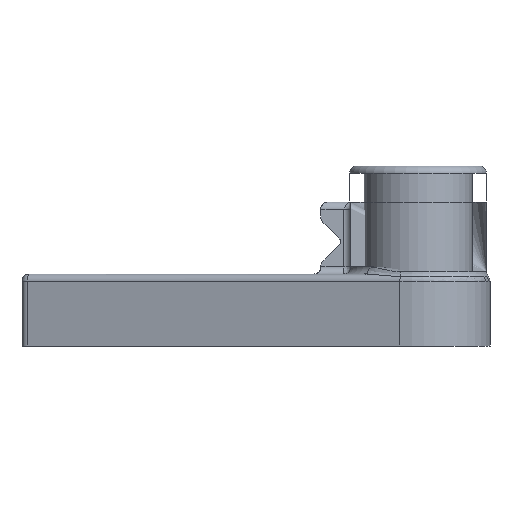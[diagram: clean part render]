
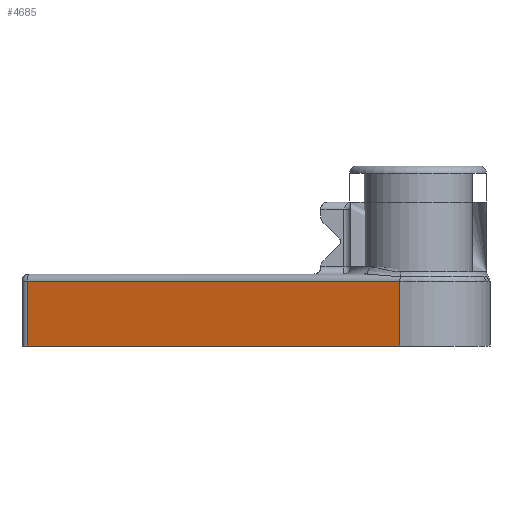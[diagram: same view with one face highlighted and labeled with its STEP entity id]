
A CAD part, front view. The second image highlights one B-rep face of the part: STEP entity #4685.
In plain terms, the highlighted planar face has unit normal (-0.252, -0.968, 0).
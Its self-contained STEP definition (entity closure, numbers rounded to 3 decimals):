
#290 = PLANE('',#291);
#291 = AXIS2_PLACEMENT_3D('',#292,#293,#294);
#292 = CARTESIAN_POINT('',(-28.,0.,0.));
#293 = DIRECTION('',(0.,0.,1.));
#294 = DIRECTION('',(1.,0.,0.));
#686 = CYLINDRICAL_SURFACE('',#687,1.);
#687 = AXIS2_PLACEMENT_3D('',#688,#689,#690);
#688 = CARTESIAN_POINT('',(-54.,-14.227,9.));
#689 = DIRECTION('',(0.968,-0.252,0.));
#690 = DIRECTION('',(-0.252,-0.968,-0.));
#1121 = VERTEX_POINT('',#1122);
#1122 = CARTESIAN_POINT('',(-54.252,-15.195,0.));
#1137 = CYLINDRICAL_SURFACE('',#1138,1.);
#1138 = AXIS2_PLACEMENT_3D('',#1139,#1140,#1141);
#1139 = CARTESIAN_POINT('',(-54.,-14.227,0.));
#1140 = DIRECTION('',(0.,0.,1.));
#1141 = DIRECTION('',(-1.,-0.,-0.));
#1149 = EDGE_CURVE('',#1150,#1121,#1152,.T.);
#1150 = VERTEX_POINT('',#1151);
#1151 = CARTESIAN_POINT('',(-2.522,-28.677,0.));
#1152 = SURFACE_CURVE('',#1153,(#1157,#1164),.PCURVE_S1.);
#1153 = LINE('',#1154,#1155);
#1154 = CARTESIAN_POINT('',(-2.522,-28.677,0.));
#1155 = VECTOR('',#1156,1.);
#1156 = DIRECTION('',(-0.968,0.252,0.));
#1157 = PCURVE('',#290,#1158);
#1158 = DEFINITIONAL_REPRESENTATION('',(#1159),#1163);
#1159 = LINE('',#1160,#1161);
#1160 = CARTESIAN_POINT('',(25.478,-28.677));
#1161 = VECTOR('',#1162,1.);
#1162 = DIRECTION('',(-0.968,0.252));
#1163 = ( GEOMETRIC_REPRESENTATION_CONTEXT(2) 
PARAMETRIC_REPRESENTATION_CONTEXT() REPRESENTATION_CONTEXT('2D SPACE',''
  ) );
#1164 = PCURVE('',#1165,#1170);
#1165 = PLANE('',#1166);
#1166 = AXIS2_PLACEMENT_3D('',#1167,#1168,#1169);
#1167 = CARTESIAN_POINT('',(-2.522,-28.677,0.));
#1168 = DIRECTION('',(0.252,0.968,0.));
#1169 = DIRECTION('',(0.968,-0.252,0.));
#1170 = DEFINITIONAL_REPRESENTATION('',(#1171),#1175);
#1171 = LINE('',#1172,#1173);
#1172 = CARTESIAN_POINT('',(-0.,0.));
#1173 = VECTOR('',#1174,1.);
#1174 = DIRECTION('',(-1.,-0.));
#1175 = ( GEOMETRIC_REPRESENTATION_CONTEXT(2) 
PARAMETRIC_REPRESENTATION_CONTEXT() REPRESENTATION_CONTEXT('2D SPACE',''
  ) );
#1194 = CYLINDRICAL_SURFACE('',#1195,10.);
#1195 = AXIS2_PLACEMENT_3D('',#1196,#1197,#1198);
#1196 = CARTESIAN_POINT('',(0.,-19.,0.));
#1197 = DIRECTION('',(-0.,-0.,-1.));
#1198 = DIRECTION('',(1.,0.,0.));
#3303 = VERTEX_POINT('',#3304);
#3304 = CARTESIAN_POINT('',(-2.522,-28.677,9.));
#3333 = EDGE_CURVE('',#3334,#3303,#3336,.T.);
#3334 = VERTEX_POINT('',#3335);
#3335 = CARTESIAN_POINT('',(-54.252,-15.195,9.));
#3336 = SURFACE_CURVE('',#3337,(#3341,#3348),.PCURVE_S1.);
#3337 = LINE('',#3338,#3339);
#3338 = CARTESIAN_POINT('',(-54.252,-15.195,9.));
#3339 = VECTOR('',#3340,1.);
#3340 = DIRECTION('',(0.968,-0.252,0.));
#3341 = PCURVE('',#686,#3342);
#3342 = DEFINITIONAL_REPRESENTATION('',(#3343),#3347);
#3343 = LINE('',#3344,#3345);
#3344 = CARTESIAN_POINT('',(-0.,0.));
#3345 = VECTOR('',#3346,1.);
#3346 = DIRECTION('',(-0.,1.));
#3347 = ( GEOMETRIC_REPRESENTATION_CONTEXT(2) 
PARAMETRIC_REPRESENTATION_CONTEXT() REPRESENTATION_CONTEXT('2D SPACE',''
  ) );
#3348 = PCURVE('',#1165,#3349);
#3349 = DEFINITIONAL_REPRESENTATION('',(#3350),#3354);
#3350 = LINE('',#3351,#3352);
#3351 = CARTESIAN_POINT('',(-53.458,-9.));
#3352 = VECTOR('',#3353,1.);
#3353 = DIRECTION('',(1.,-0.));
#3354 = ( GEOMETRIC_REPRESENTATION_CONTEXT(2) 
PARAMETRIC_REPRESENTATION_CONTEXT() REPRESENTATION_CONTEXT('2D SPACE',''
  ) );
#4616 = EDGE_CURVE('',#1121,#3334,#4617,.T.);
#4617 = SURFACE_CURVE('',#4618,(#4622,#4629),.PCURVE_S1.);
#4618 = LINE('',#4619,#4620);
#4619 = CARTESIAN_POINT('',(-54.252,-15.195,0.));
#4620 = VECTOR('',#4621,1.);
#4621 = DIRECTION('',(0.,0.,1.));
#4622 = PCURVE('',#1137,#4623);
#4623 = DEFINITIONAL_REPRESENTATION('',(#4624),#4628);
#4624 = LINE('',#4625,#4626);
#4625 = CARTESIAN_POINT('',(1.316,0.));
#4626 = VECTOR('',#4627,1.);
#4627 = DIRECTION('',(0.,1.));
#4628 = ( GEOMETRIC_REPRESENTATION_CONTEXT(2) 
PARAMETRIC_REPRESENTATION_CONTEXT() REPRESENTATION_CONTEXT('2D SPACE',''
  ) );
#4629 = PCURVE('',#1165,#4630);
#4630 = DEFINITIONAL_REPRESENTATION('',(#4631),#4635);
#4631 = LINE('',#4632,#4633);
#4632 = CARTESIAN_POINT('',(-53.458,0.));
#4633 = VECTOR('',#4634,1.);
#4634 = DIRECTION('',(-0.,-1.));
#4635 = ( GEOMETRIC_REPRESENTATION_CONTEXT(2) 
PARAMETRIC_REPRESENTATION_CONTEXT() REPRESENTATION_CONTEXT('2D SPACE',''
  ) );
#4685 = ADVANCED_FACE('',(#4686),#1165,.F.);
#4686 = FACE_BOUND('',#4687,.T.);
#4687 = EDGE_LOOP('',(#4688,#4689,#4690,#4711));
#4688 = ORIENTED_EDGE('',*,*,#4616,.F.);
#4689 = ORIENTED_EDGE('',*,*,#1149,.F.);
#4690 = ORIENTED_EDGE('',*,*,#4691,.T.);
#4691 = EDGE_CURVE('',#1150,#3303,#4692,.T.);
#4692 = SURFACE_CURVE('',#4693,(#4697,#4704),.PCURVE_S1.);
#4693 = LINE('',#4694,#4695);
#4694 = CARTESIAN_POINT('',(-2.522,-28.677,0.));
#4695 = VECTOR('',#4696,1.);
#4696 = DIRECTION('',(0.,0.,1.));
#4697 = PCURVE('',#1165,#4698);
#4698 = DEFINITIONAL_REPRESENTATION('',(#4699),#4703);
#4699 = LINE('',#4700,#4701);
#4700 = CARTESIAN_POINT('',(-0.,0.));
#4701 = VECTOR('',#4702,1.);
#4702 = DIRECTION('',(-0.,-1.));
#4703 = ( GEOMETRIC_REPRESENTATION_CONTEXT(2) 
PARAMETRIC_REPRESENTATION_CONTEXT() REPRESENTATION_CONTEXT('2D SPACE',''
  ) );
#4704 = PCURVE('',#1194,#4705);
#4705 = DEFINITIONAL_REPRESENTATION('',(#4706),#4710);
#4706 = LINE('',#4707,#4708);
#4707 = CARTESIAN_POINT('',(-4.457,0.));
#4708 = VECTOR('',#4709,1.);
#4709 = DIRECTION('',(-0.,-1.));
#4710 = ( GEOMETRIC_REPRESENTATION_CONTEXT(2) 
PARAMETRIC_REPRESENTATION_CONTEXT() REPRESENTATION_CONTEXT('2D SPACE',''
  ) );
#4711 = ORIENTED_EDGE('',*,*,#3333,.F.);
